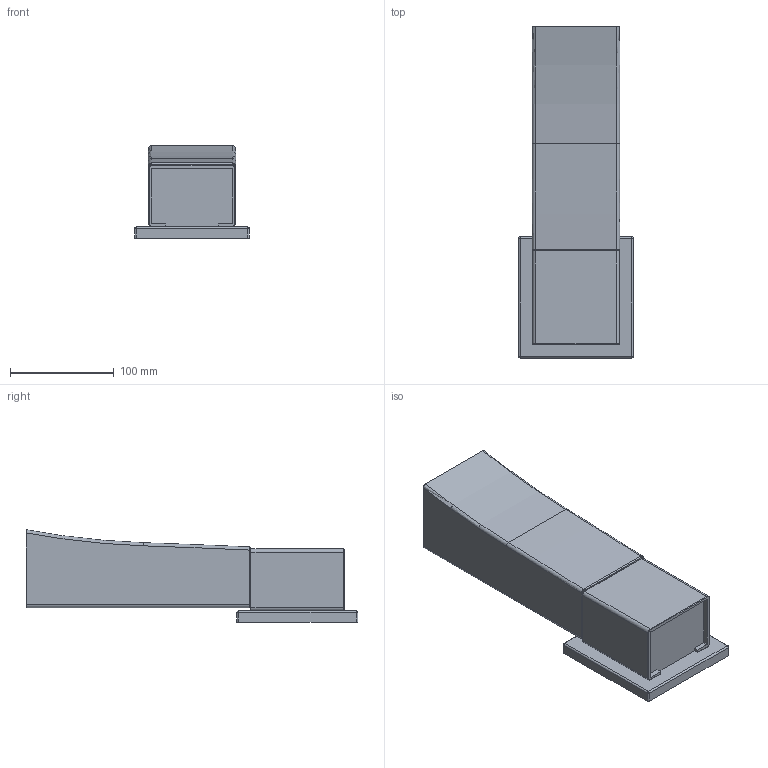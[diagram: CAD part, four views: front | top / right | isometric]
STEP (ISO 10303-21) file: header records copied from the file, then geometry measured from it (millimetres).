
FILE_DESCRIPTION((''),'2;1');
FILE_NAME('4781','2021-06-14T12:46:19',('jinson.thomas'),(''),'CREO PARAMETRIC BY PTC INC, 2018400','CREO PARAMETRIC BY PTC INC, 2018400','');
FILE_SCHEMA(('CONFIG_CONTROL_DESIGN'));
Length unit declared in the file: inch
Products named in the file (1): 4781
Bounding box: 110.41 x 319.51 x 89.2 mm (x, y, z)
Volume: 886476.2 mm3; surface area: 190224.2 mm2
Topology: 1 solids, 1 shells, 166 faces, 410 edges, 246 vertices
Faces by surface type: cylinder 73, plane 43, torus 38, bspline 8, sphere 4
Entity records: 5312 total; most frequent: CARTESIAN_POINT 1260, DIRECTION 904, ORIENTED_EDGE 820, EDGE_CURVE 410, AXIS2_PLACEMENT_3D 358, VERTEX_POINT 246, CIRCLE 200, VECTOR 188
